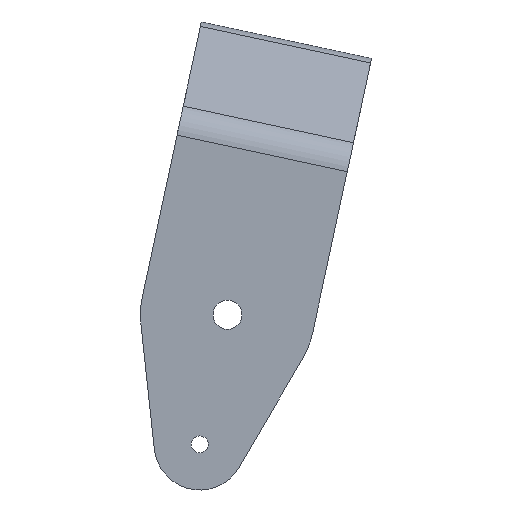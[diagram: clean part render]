
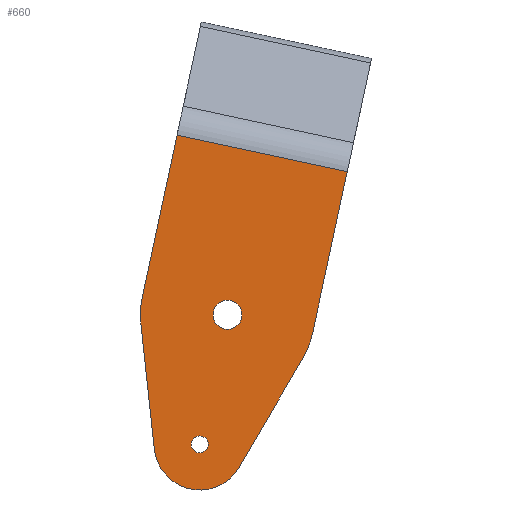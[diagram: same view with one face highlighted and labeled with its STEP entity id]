
A CAD part, left-side view. The second image highlights one B-rep face of the part: STEP entity #660.
In plain terms, the highlighted planar face has unit normal (-1, 0, 0).
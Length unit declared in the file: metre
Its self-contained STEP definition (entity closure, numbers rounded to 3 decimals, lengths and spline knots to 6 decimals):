
#32=PLANE('',#743);
#62=CIRCLE('',#727,0.012123);
#65=CIRCLE('',#732,0.00635);
#67=CIRCLE('',#736,0.012123);
#68=CIRCLE('',#738,0.002019);
#70=CIRCLE('',#741,0.001191);
#212=ORIENTED_EDGE('',*,*,#338,.T.);
#213=ORIENTED_EDGE('',*,*,#328,.T.);
#214=ORIENTED_EDGE('',*,*,#324,.F.);
#215=ORIENTED_EDGE('',*,*,#289,.F.);
#216=ORIENTED_EDGE('',*,*,#342,.F.);
#217=ORIENTED_EDGE('',*,*,#320,.T.);
#218=ORIENTED_EDGE('',*,*,#337,.F.);
#219=ORIENTED_EDGE('',*,*,#334,.F.);
#220=ORIENTED_EDGE('',*,*,#331,.F.);
#221=ORIENTED_EDGE('',*,*,#340,.T.);
#289=EDGE_CURVE('',#374,#375,#431,.T.);
#320=EDGE_CURVE('',#397,#396,#452,.T.);
#324=EDGE_CURVE('',#375,#400,#62,.T.);
#328=EDGE_CURVE('',#403,#400,#456,.T.);
#331=EDGE_CURVE('',#403,#405,#65,.T.);
#334=EDGE_CURVE('',#405,#407,#460,.T.);
#337=EDGE_CURVE('',#407,#396,#67,.T.);
#338=EDGE_CURVE('',#408,#408,#68,.T.);
#340=EDGE_CURVE('',#410,#410,#70,.T.);
#342=EDGE_CURVE('',#397,#374,#462,.T.);
#374=VERTEX_POINT('',#1019);
#375=VERTEX_POINT('',#1021);
#396=VERTEX_POINT('',#1081);
#397=VERTEX_POINT('',#1083);
#400=VERTEX_POINT('',#1091);
#403=VERTEX_POINT('',#1099);
#405=VERTEX_POINT('',#1105);
#407=VERTEX_POINT('',#1111);
#408=VERTEX_POINT('',#1118);
#410=VERTEX_POINT('',#1123);
#431=LINE('',#1020,#487);
#452=LINE('',#1082,#508);
#456=LINE('',#1098,#512);
#460=LINE('',#1110,#516);
#462=LINE('',#1127,#518);
#487=VECTOR('',#820,1.);
#508=VECTOR('',#879,1.);
#512=VECTOR('',#895,1.);
#516=VECTOR('',#907,1.);
#518=VECTOR('',#929,1.);
#558=EDGE_LOOP('',(#212));
#559=EDGE_LOOP('',(#213,#214,#215,#216,#217,#218,#219,#220));
#560=EDGE_LOOP('',(#221));
#604=FACE_BOUND('',#558,.T.);
#605=FACE_BOUND('',#559,.T.);
#606=FACE_BOUND('',#560,.T.);
#660=ADVANCED_FACE('',(#604,#605,#606),#32,.T.);
#727=AXIS2_PLACEMENT_3D('',#1090,#887,#888);
#732=AXIS2_PLACEMENT_3D('',#1104,#901,#902);
#736=AXIS2_PLACEMENT_3D('',#1115,#913,#914);
#738=AXIS2_PLACEMENT_3D('',#1117,#917,#918);
#741=AXIS2_PLACEMENT_3D('',#1122,#923,#924);
#743=AXIS2_PLACEMENT_3D('',#1126,#927,#928);
#820=DIRECTION('',(0.,0.21,-0.978));
#879=DIRECTION('',(0.,0.21,-0.978));
#887=DIRECTION('',(1.,0.,0.));
#888=DIRECTION('',(0.,0.,-1.));
#895=DIRECTION('',(0.,-0.505,0.863));
#901=DIRECTION('',(1.,0.,0.));
#902=DIRECTION('',(0.,0.,-1.));
#907=DIRECTION('',(0.,0.106,0.994));
#913=DIRECTION('',(1.,0.,0.));
#914=DIRECTION('',(0.,0.,-1.));
#917=DIRECTION('',(1.,0.,0.));
#918=DIRECTION('',(0.,0.,-1.));
#923=DIRECTION('',(1.,0.,0.));
#924=DIRECTION('',(0.,0.,-1.));
#927=DIRECTION('',(-1.,0.,0.));
#928=DIRECTION('',(0.,1.,0.));
#929=DIRECTION('',(0.,-0.978,-0.21));
#1019=CARTESIAN_POINT('',(-0.02973,-0.656037,0.108327));
#1020=CARTESIAN_POINT('',(-0.02973,-0.653433,0.096196));
#1021=CARTESIAN_POINT('',(-0.02973,-0.651213,0.085858));
#1081=CARTESIAN_POINT('',(-0.02973,-0.627508,0.090947));
#1082=CARTESIAN_POINT('',(-0.02973,-0.629727,0.101285));
#1083=CARTESIAN_POINT('',(-0.02973,-0.632332,0.113416));
#1090=CARTESIAN_POINT('',(-0.02973,-0.639361,0.088403));
#1091=CARTESIAN_POINT('',(-0.02973,-0.649825,0.082282));
#1098=CARTESIAN_POINT('',(-0.02973,-0.645395,0.074709));
#1099=CARTESIAN_POINT('',(-0.02973,-0.640965,0.067135));
#1104=CARTESIAN_POINT('',(-0.02973,-0.635483,0.070342));
#1105=CARTESIAN_POINT('',(-0.02973,-0.629169,0.069667));
#1110=CARTESIAN_POINT('',(-0.02973,-0.628238,0.078392));
#1111=CARTESIAN_POINT('',(-0.02973,-0.627307,0.087116));
#1115=CARTESIAN_POINT('',(-0.02973,-0.639361,0.088403));
#1117=CARTESIAN_POINT('',(-0.02973,-0.639361,0.088403));
#1118=CARTESIAN_POINT('',(-0.02973,-0.639361,0.086383));
#1122=CARTESIAN_POINT('',(-0.02973,-0.635483,0.070342));
#1123=CARTESIAN_POINT('',(-0.02973,-0.635483,0.069151));
#1126=CARTESIAN_POINT('',(-0.02973,-0.60907,-0.011665));
#1127=CARTESIAN_POINT('',(-0.02973,-0.644184,0.110871));
